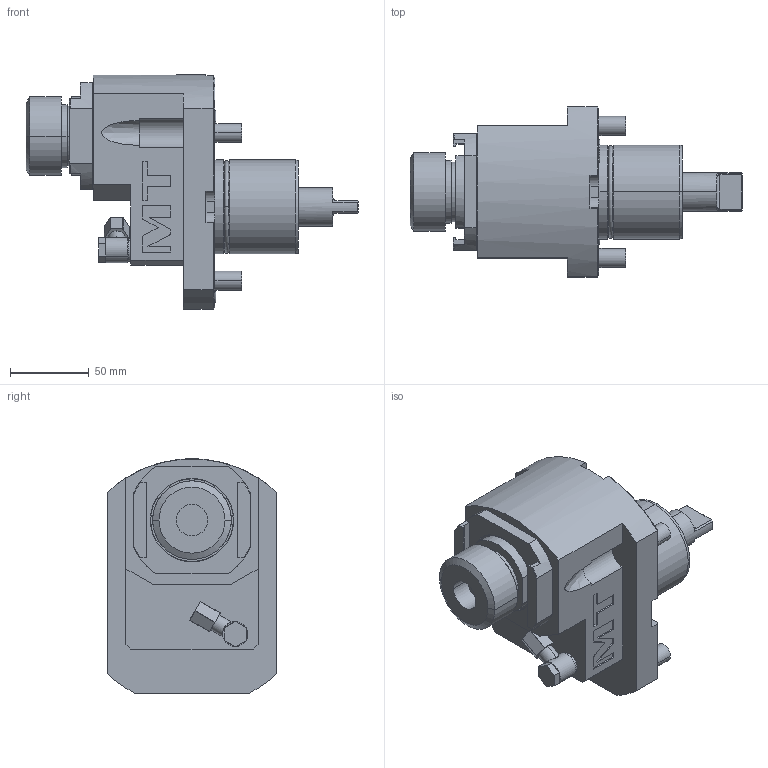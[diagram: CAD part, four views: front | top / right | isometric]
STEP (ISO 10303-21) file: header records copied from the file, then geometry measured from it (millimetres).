
FILE_DESCRIPTION((''),'2;1');
FILE_NAME('MNL1130132_CONF','2023-02-13T08:18:02',('sterribile'),('M.T. srl'),'CREO PARAMETRIC BY PTC INC, 2021072','CREO PARAMETRIC BY PTC INC, 2021072','');
FILE_SCHEMA(('CONFIG_CONTROL_DESIGN'));
Length unit declared in the file: millimetre
Products named in the file (1): MNL1130132_CONF
Bounding box: 211.16 x 108 x 148.92 mm (x, y, z)
Volume: 1029041.6 mm3; surface area: 99234.1 mm2
Topology: 1 solids, 1 shells, 293 faces, 740 edges, 480 vertices
Faces by surface type: plane 176, cylinder 83, cone 20, torus 8, extrusion 4, bspline 2
Entity records: 9265 total; most frequent: CARTESIAN_POINT 2036, DIRECTION 1508, ORIENTED_EDGE 1480, EDGE_CURVE 740, AXIS2_PLACEMENT_3D 519, VERTEX_POINT 480, VECTOR 470, LINE 466
